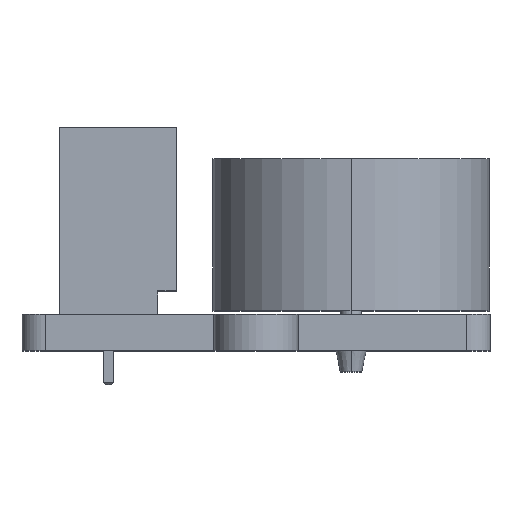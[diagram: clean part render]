
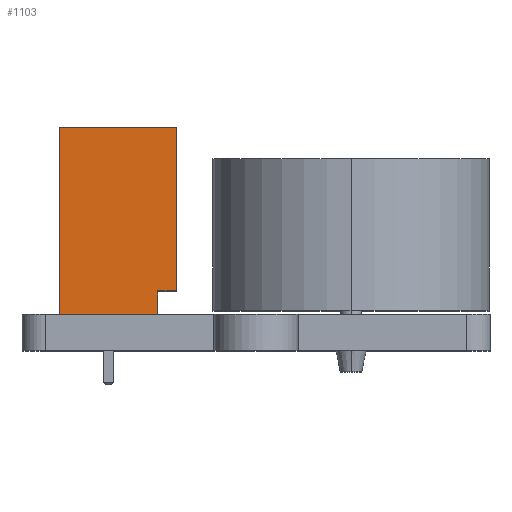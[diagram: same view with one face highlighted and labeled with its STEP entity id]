
A CAD part, top view. The second image highlights one B-rep face of the part: STEP entity #1103.
In plain terms, the highlighted face is planar.
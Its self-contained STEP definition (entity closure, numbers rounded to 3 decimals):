
#80 = FACE_OUTER_BOUND ( 'NONE', #4685, .T. ) ;
#93 = VECTOR ( 'NONE', #4348, 1000. ) ;
#155 = CARTESIAN_POINT ( 'NONE',  ( 0., 8., 0. ) ) ;
#266 = LINE ( 'NONE', #3890, #5673 ) ;
#382 = CARTESIAN_POINT ( 'NONE',  ( 0., 1., 0. ) ) ;
#474 = VECTOR ( 'NONE', #6434, 1000. ) ;
#618 = DIRECTION ( 'NONE',  ( 0., 0., -1. ) ) ;
#749 = VECTOR ( 'NONE', #5110, 1000. ) ;
#826 = LINE ( 'NONE', #3278, #5813 ) ;
#1103 = ADVANCED_FACE ( 'NONE', ( #80 ), #6327, .F. ) ;
#1454 = CARTESIAN_POINT ( 'NONE',  ( 0., 0., -0.8 ) ) ;
#1671 = CARTESIAN_POINT ( 'NONE',  ( 0., 8., 0. ) ) ;
#1835 = ORIENTED_EDGE ( 'NONE', *, *, #2022, .T. ) ;
#1838 = CARTESIAN_POINT ( 'NONE',  ( 0., 8., -5. ) ) ;
#1995 = VERTEX_POINT ( 'NONE', #5935 ) ;
#2022 = EDGE_CURVE ( 'NONE', #1995, #5524, #266, .T. ) ;
#2547 = VERTEX_POINT ( 'NONE', #5151 ) ;
#2720 = VERTEX_POINT ( 'NONE', #382 ) ;
#2728 = VERTEX_POINT ( 'NONE', #1838 ) ;
#2774 = LINE ( 'NONE', #4857, #93 ) ;
#2849 = DIRECTION ( 'NONE',  ( 0., -1., 0. ) ) ;
#2955 = CARTESIAN_POINT ( 'NONE',  ( 0., 8., 0. ) ) ;
#2985 = VECTOR ( 'NONE', #3062, 1000. ) ;
#3062 = DIRECTION ( 'NONE',  ( 0., 0., 1. ) ) ;
#3215 = DIRECTION ( 'NONE',  ( 1., 0., 0. ) ) ;
#3278 = CARTESIAN_POINT ( 'NONE',  ( 0., 8., -5. ) ) ;
#3403 = VERTEX_POINT ( 'NONE', #155 ) ;
#3669 = ORIENTED_EDGE ( 'NONE', *, *, #6191, .F. ) ;
#3741 = EDGE_CURVE ( 'NONE', #3403, #2720, #4735, .T. ) ;
#3890 = CARTESIAN_POINT ( 'NONE',  ( 0., 0., 0. ) ) ;
#4348 = DIRECTION ( 'NONE',  ( 0., 1., 0. ) ) ;
#4581 = LINE ( 'NONE', #6107, #2985 ) ;
#4656 = EDGE_CURVE ( 'NONE', #2547, #2720, #4581, .T. ) ;
#4685 = EDGE_LOOP ( 'NONE', ( #6323, #5537, #4780, #3669, #4976, #1835 ) ) ;
#4735 = LINE ( 'NONE', #5816, #474 ) ;
#4780 = ORIENTED_EDGE ( 'NONE', *, *, #3741, .F. ) ;
#4847 = EDGE_CURVE ( 'NONE', #2728, #1995, #826, .T. ) ;
#4857 = CARTESIAN_POINT ( 'NONE',  ( 0., 0., -0.8 ) ) ;
#4949 = DIRECTION ( 'NONE',  ( 0., 0., 1. ) ) ;
#4976 = ORIENTED_EDGE ( 'NONE', *, *, #4847, .T. ) ;
#5110 = DIRECTION ( 'NONE',  ( 0., 0., 1. ) ) ;
#5151 = CARTESIAN_POINT ( 'NONE',  ( 0., 1., -0.8 ) ) ;
#5524 = VERTEX_POINT ( 'NONE', #1454 ) ;
#5537 = ORIENTED_EDGE ( 'NONE', *, *, #4656, .T. ) ;
#5673 = VECTOR ( 'NONE', #4949, 1000. ) ;
#5813 = VECTOR ( 'NONE', #2849, 1000. ) ;
#5816 = CARTESIAN_POINT ( 'NONE',  ( 0., 8., 0. ) ) ;
#5935 = CARTESIAN_POINT ( 'NONE',  ( 0., 0., -5. ) ) ;
#6107 = CARTESIAN_POINT ( 'NONE',  ( 0., 1., 0. ) ) ;
#6171 = EDGE_CURVE ( 'NONE', #5524, #2547, #2774, .T. ) ;
#6186 = LINE ( 'NONE', #2955, #749 ) ;
#6191 = EDGE_CURVE ( 'NONE', #2728, #3403, #6186, .T. ) ;
#6323 = ORIENTED_EDGE ( 'NONE', *, *, #6171, .T. ) ;
#6327 = PLANE ( 'NONE',  #6432 ) ;
#6432 = AXIS2_PLACEMENT_3D ( 'NONE', #1671, #3215, #618 ) ;
#6434 = DIRECTION ( 'NONE',  ( 0., -1., 0. ) ) ;
